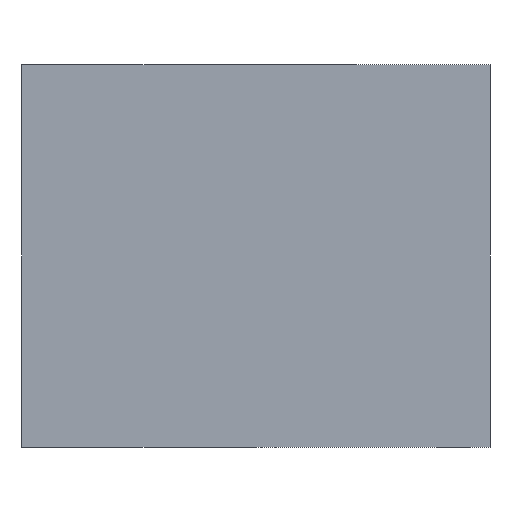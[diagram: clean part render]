
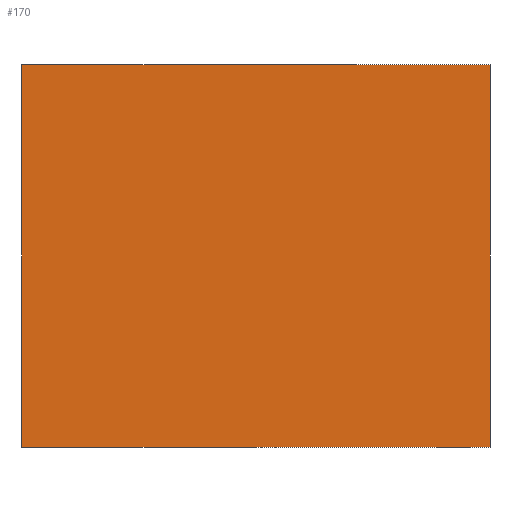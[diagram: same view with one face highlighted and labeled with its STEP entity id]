
A CAD part, front view. The second image highlights one B-rep face of the part: STEP entity #170.
In plain terms, the highlighted planar face has unit normal (0, -1, 0).
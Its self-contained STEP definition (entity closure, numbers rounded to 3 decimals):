
#23=PLANE('',#195);
#38=FACE_OUTER_BOUND('',#49,.T.);
#49=EDGE_LOOP('',(#149,#150,#151,#152));
#59=LINE('',#2499,#73);
#67=LINE('',#2514,#81);
#68=LINE('',#2516,#82);
#69=LINE('',#2517,#83);
#73=VECTOR('',#213,10.);
#81=VECTOR('',#225,10.);
#82=VECTOR('',#228,10.);
#83=VECTOR('',#229,10.);
#90=VERTEX_POINT('',#2495);
#92=VERTEX_POINT('',#2498);
#96=VERTEX_POINT('',#2510);
#97=VERTEX_POINT('',#2512);
#108=EDGE_CURVE('',#90,#92,#59,.T.);
#116=EDGE_CURVE('',#96,#97,#67,.T.);
#117=EDGE_CURVE('',#90,#96,#68,.T.);
#118=EDGE_CURVE('',#92,#97,#69,.T.);
#149=ORIENTED_EDGE('',*,*,#117,.T.);
#150=ORIENTED_EDGE('',*,*,#116,.T.);
#151=ORIENTED_EDGE('',*,*,#118,.F.);
#152=ORIENTED_EDGE('',*,*,#108,.F.);
#170=ADVANCED_FACE('',(#38),#23,.T.);
#195=AXIS2_PLACEMENT_3D('',#2515,#226,#227);
#213=DIRECTION('',(0.,0.,1.));
#225=DIRECTION('',(0.,0.,1.));
#226=DIRECTION('center_axis',(0.,-1.,0.));
#227=DIRECTION('ref_axis',(1.,0.,0.));
#228=DIRECTION('',(1.,0.,0.));
#229=DIRECTION('',(1.,0.,0.));
#2495=CARTESIAN_POINT('',(-55.,0.,0.));
#2498=CARTESIAN_POINT('',(-55.,0.,90.));
#2499=CARTESIAN_POINT('',(-55.,0.,0.));
#2510=CARTESIAN_POINT('',(55.,0.,0.));
#2512=CARTESIAN_POINT('',(55.,0.,90.));
#2514=CARTESIAN_POINT('',(55.,0.,0.));
#2515=CARTESIAN_POINT('Origin',(-55.,0.,0.));
#2516=CARTESIAN_POINT('',(0.,0.,0.));
#2517=CARTESIAN_POINT('',(0.,0.,90.));
